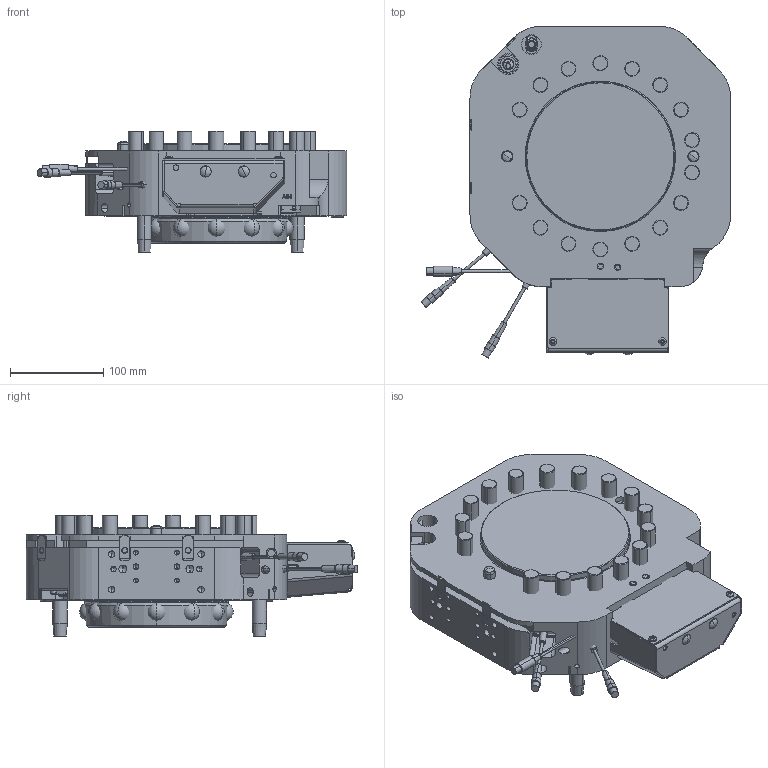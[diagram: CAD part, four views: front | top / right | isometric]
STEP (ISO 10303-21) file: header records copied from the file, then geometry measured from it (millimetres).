
FILE_DESCRIPTION (( 'STEP AP214' ), '1' );
FILE_NAME ('P6956.STEP', '2023-09-19T07:31:01', ( '' ), ( '' ), 'SwSTEP 2.0', 'SolidWorks 2021', '' );
FILE_SCHEMA (( 'AUTOMOTIVE_DESIGN' ));
Length unit declared in the file: millimetre
Products named in the file (1): P6956
Bounding box: 332.28 x 356.46 x 130.9 mm (x, y, z)
Volume: 5737711.4 mm3; surface area: 710256.8 mm2
Topology: 76 solids, 76 shells, 2290 faces, 5609 edges, 3511 vertices
Faces by surface type: plane 901, cylinder 739, cone 371, torus 135, bspline 112, sphere 32
Entity records: 98949 total; most frequent: CARTESIAN_POINT 19125, DIRECTION 11453, ORIENTED_EDGE 10886, EDGE_CURVE 5443, AXIS2_PLACEMENT_3D 4279, VERTEX_POINT 3474, VECTOR 2895, LINE 2895
